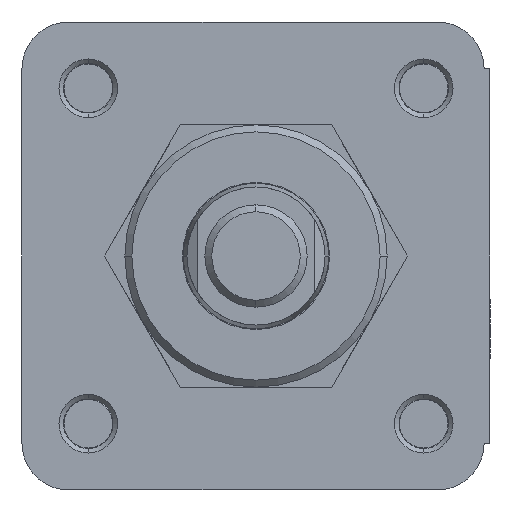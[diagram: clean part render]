
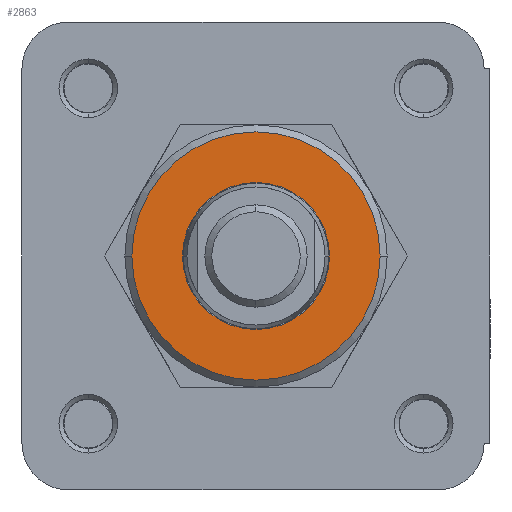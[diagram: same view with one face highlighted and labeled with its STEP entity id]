
A CAD part, left-side view. The second image highlights one B-rep face of the part: STEP entity #2863.
In plain terms, the highlighted planar face has unit normal (-1, 0, 0).
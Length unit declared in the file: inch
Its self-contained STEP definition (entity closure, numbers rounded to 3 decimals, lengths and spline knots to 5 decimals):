
#510 = ORIENTED_EDGE ( 'NONE', *, *, #12637, .F. ) ;
#660 = AXIS2_PLACEMENT_3D ( 'NONE', #14822, #7885, #933 ) ;
#856 = VERTEX_POINT ( 'NONE', #6355 ) ;
#905 = DIRECTION ( 'NONE',  ( 0., 0., -1. ) ) ;
#933 = DIRECTION ( 'NONE',  ( 0., 0., -1. ) ) ;
#1559 = AXIS2_PLACEMENT_3D ( 'NONE', #14787, #7851, #905 ) ;
#1890 = AXIS2_PLACEMENT_3D ( 'NONE', #10053, #3115, #11208 ) ;
#2126 = CARTESIAN_POINT ( 'NONE',  ( -0.615, -0.5305, 0. ) ) ;
#2228 = VERTEX_POINT ( 'NONE', #2126 ) ;
#2716 = CIRCLE ( 'NONE', #660, 0.314 ) ;
#2826 = CIRCLE ( 'NONE', #1559, 0.314 ) ;
#2863 = ADVANCED_FACE ( 'NONE', ( #14406, #12807 ), #5424, .F. ) ;
#3115 = DIRECTION ( 'NONE',  ( 1., 0., 0. ) ) ;
#3275 = CARTESIAN_POINT ( 'NONE',  ( -0.615, 0.5305, 0. ) ) ;
#3976 = EDGE_CURVE ( 'NONE', #7844, #856, #2716, .T. ) ;
#5367 = DIRECTION ( 'NONE',  ( 1., 0., 0. ) ) ;
#5424 = PLANE ( 'NONE',  #13462 ) ;
#6316 = ORIENTED_EDGE ( 'NONE', *, *, #3976, .T. ) ;
#6355 = CARTESIAN_POINT ( 'NONE',  ( -0.615, 0., -0.314 ) ) ;
#6617 = DIRECTION ( 'NONE',  ( 1., 0., 0. ) ) ;
#7841 = CIRCLE ( 'NONE', #1890, 0.5305 ) ;
#7844 = VERTEX_POINT ( 'NONE', #14104 ) ;
#7851 = DIRECTION ( 'NONE',  ( 1., 0., 0. ) ) ;
#7885 = DIRECTION ( 'NONE',  ( 1., 0., 0. ) ) ;
#8078 = AXIS2_PLACEMENT_3D ( 'NONE', #12320, #5367, #13491 ) ;
#8153 = EDGE_CURVE ( 'NONE', #2228, #8212, #7841, .T. ) ;
#8212 = VERTEX_POINT ( 'NONE', #3275 ) ;
#10053 = CARTESIAN_POINT ( 'NONE',  ( -0.615, 0., 0. ) ) ;
#11208 = DIRECTION ( 'NONE',  ( 0., 1., 0. ) ) ;
#12320 = CARTESIAN_POINT ( 'NONE',  ( -0.615, 0., 0. ) ) ;
#12473 = ORIENTED_EDGE ( 'NONE', *, *, #12764, .T. ) ;
#12637 = EDGE_CURVE ( 'NONE', #8212, #2228, #13555, .T. ) ;
#12764 = EDGE_CURVE ( 'NONE', #856, #7844, #2826, .T. ) ;
#12777 = EDGE_LOOP ( 'NONE', ( #12473, #6316 ) ) ;
#12807 = FACE_OUTER_BOUND ( 'NONE', #12954, .T. ) ;
#12954 = EDGE_LOOP ( 'NONE', ( #510, #14854 ) ) ;
#13462 = AXIS2_PLACEMENT_3D ( 'NONE', #13595, #6617, #14745 ) ;
#13491 = DIRECTION ( 'NONE',  ( 0., 1., 0. ) ) ;
#13555 = CIRCLE ( 'NONE', #8078, 0.5305 ) ;
#13595 = CARTESIAN_POINT ( 'NONE',  ( -0.615, 0., 0. ) ) ;
#14104 = CARTESIAN_POINT ( 'NONE',  ( -0.615, 0., 0.314 ) ) ;
#14406 = FACE_BOUND ( 'NONE', #12777, .T. ) ;
#14745 = DIRECTION ( 'NONE',  ( 0., 0., -1. ) ) ;
#14787 = CARTESIAN_POINT ( 'NONE',  ( -0.615, 0., 0. ) ) ;
#14822 = CARTESIAN_POINT ( 'NONE',  ( -0.615, 0., 0. ) ) ;
#14854 = ORIENTED_EDGE ( 'NONE', *, *, #8153, .F. ) ;
